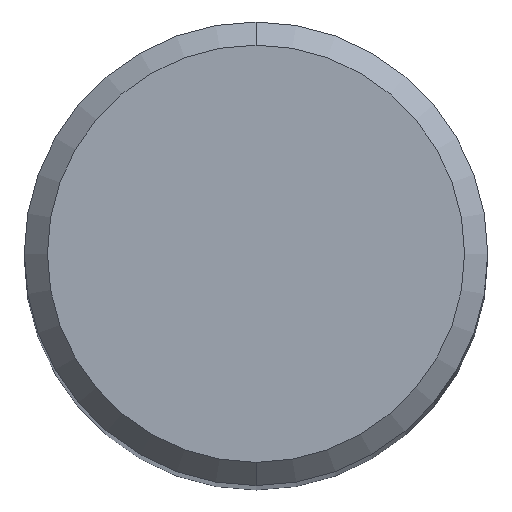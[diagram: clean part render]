
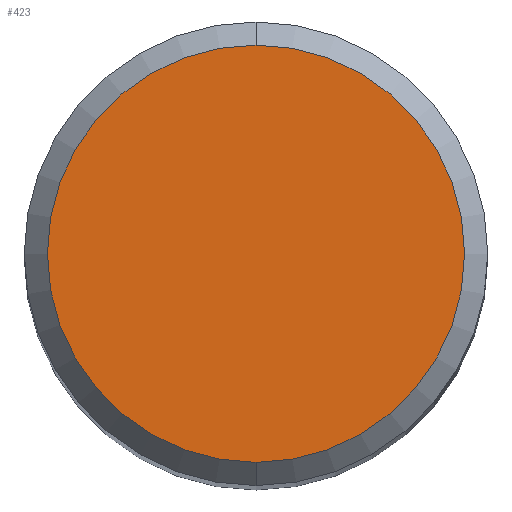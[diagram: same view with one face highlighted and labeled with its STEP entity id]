
A CAD part, top view. The second image highlights one B-rep face of the part: STEP entity #423.
In plain terms, the highlighted planar face has unit normal (0, 0, 1).
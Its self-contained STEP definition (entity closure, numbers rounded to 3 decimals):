
#305=VERTEX_POINT('',#623);
#349=EDGE_CURVE('',#459,#305,#671,.T.);
#399=EDGE_CURVE('',#305,#459,#728,.T.);
#423=ADVANCED_FACE('',(#753),#754,.T.);
#459=VERTEX_POINT('',#796);
#623=CARTESIAN_POINT('',(0.0,4.5,0.0));
#671=CIRCLE('',#1225,4.5);
#728=CIRCLE('',#1347,4.5);
#753=FACE_OUTER_BOUND('',#1400,.T.);
#754=PLANE('',#1401);
#796=CARTESIAN_POINT('',(0.,-4.5,0.0));
#1225=AXIS2_PLACEMENT_3D('',#1668,#1669,#1670);
#1347=AXIS2_PLACEMENT_3D('',#1737,#1738,#1739);
#1400=EDGE_LOOP('',(#1765,#1766));
#1401=AXIS2_PLACEMENT_3D('',#1767,#1768,#1769);
#1668=CARTESIAN_POINT('',(0.0,0.0,0.0));
#1669=DIRECTION('',(0.0,0.0,-1.0));
#1670=DIRECTION('',(0.0,1.0,0.0));
#1737=CARTESIAN_POINT('',(0.0,0.0,0.0));
#1738=DIRECTION('',(0.0,0.0,-1.0));
#1739=DIRECTION('',(0.0,1.0,0.0));
#1765=ORIENTED_EDGE('',*,*,#399,.F.);
#1766=ORIENTED_EDGE('',*,*,#349,.F.);
#1767=CARTESIAN_POINT('',(0.0,2.25,0.0));
#1768=DIRECTION('',(-0.0,0.0,1.0));
#1769=DIRECTION('',(0.0,-1.0,0.0));
